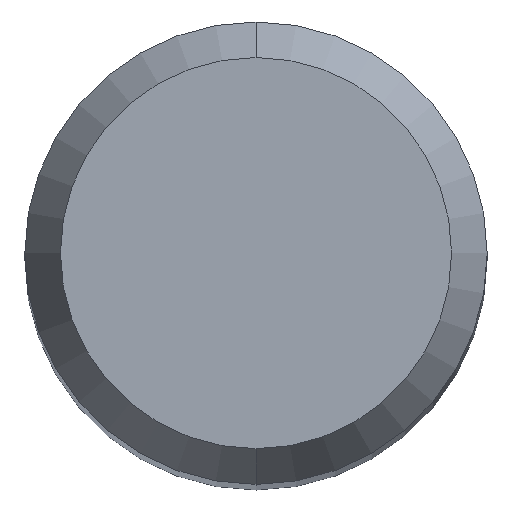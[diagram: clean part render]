
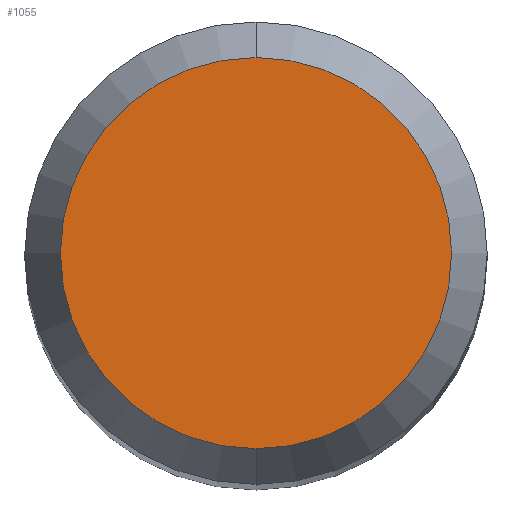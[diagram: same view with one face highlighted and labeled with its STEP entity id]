
A CAD part, top view. The second image highlights one B-rep face of the part: STEP entity #1055.
In plain terms, the highlighted planar face has unit normal (0, 0, 1).
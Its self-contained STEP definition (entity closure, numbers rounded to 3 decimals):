
#601=EDGE_CURVE('',#1521,#1029,#1667,.T.);
#909=EDGE_CURVE('',#1029,#1521,#2002,.T.);
#1029=VERTEX_POINT('',#2129);
#1055=ADVANCED_FACE('',(#2156),#2157,.T.);
#1521=VERTEX_POINT('',#2670);
#1667=CIRCLE('',#3208,2.538);
#2002=CIRCLE('',#6361,2.538);
#2129=CARTESIAN_POINT('',(0.,-2.538,0.0));
#2156=FACE_OUTER_BOUND('',#7058,.T.);
#2157=PLANE('',#7059);
#2670=CARTESIAN_POINT('',(0.0,2.538,0.0));
#3208=AXIS2_PLACEMENT_3D('',#10925,#10926,#10927);
#6361=AXIS2_PLACEMENT_3D('',#11302,#11303,#11304);
#7058=EDGE_LOOP('',(#11413,#11414));
#7059=AXIS2_PLACEMENT_3D('',#11415,#11416,#11417);
#10925=CARTESIAN_POINT('',(0.0,0.0,0.0));
#10926=DIRECTION('',(0.0,0.0,-1.0));
#10927=DIRECTION('',(0.0,1.0,0.0));
#11302=CARTESIAN_POINT('',(0.0,0.0,0.0));
#11303=DIRECTION('',(0.0,0.0,-1.0));
#11304=DIRECTION('',(0.0,1.0,0.0));
#11413=ORIENTED_EDGE('',*,*,#601,.F.);
#11414=ORIENTED_EDGE('',*,*,#909,.F.);
#11415=CARTESIAN_POINT('',(0.0,1.269,0.0));
#11416=DIRECTION('',(-0.0,0.0,1.0));
#11417=DIRECTION('',(0.0,-1.0,0.0));
